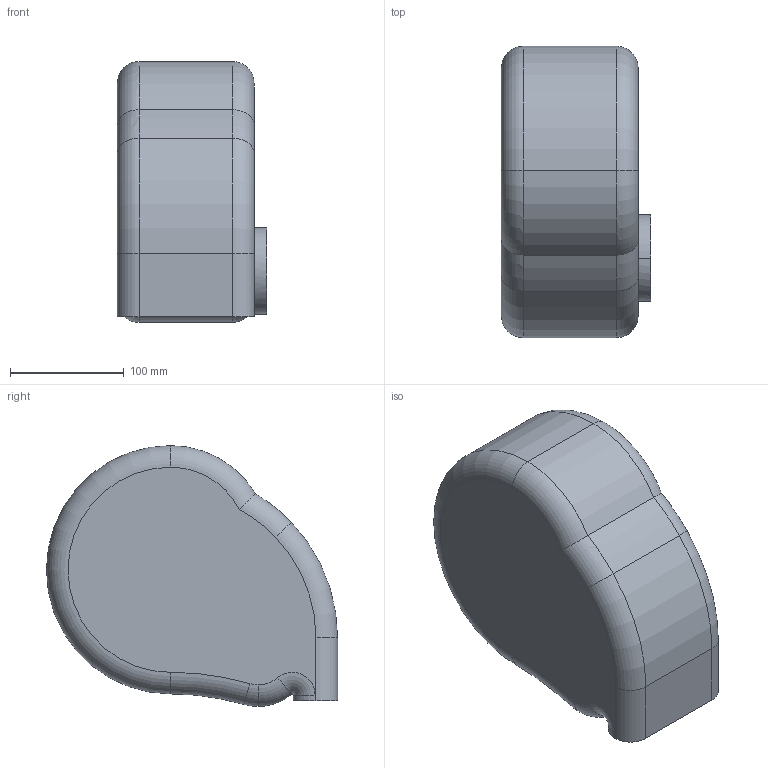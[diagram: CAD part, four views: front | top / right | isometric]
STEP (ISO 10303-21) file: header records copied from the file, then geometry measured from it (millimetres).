
FILE_DESCRIPTION (( 'STEP AP214' ), '1' );
FILE_NAME ('snail shell V2 long path.STEP', '2023-12-28T00:42:17', ( '' ), ( '' ), 'SwSTEP 2.0', 'SolidWorks 2024', '' );
FILE_SCHEMA (( 'AUTOMOTIVE_DESIGN' ));
Length unit declared in the file: millimetre
Products named in the file (1): snail shell V2 long path
Bounding box: 131 x 255.54 x 228.96 mm (x, y, z)
Volume: 3504389.1 mm3; surface area: 358258.2 mm2
Topology: 1 solids, 1 shells, 78 faces, 213 edges, 128 vertices
Faces by surface type: bspline 33, torus 20, cylinder 18, plane 7
Entity records: 14094 total; most frequent: CARTESIAN_POINT 12355, ORIENTED_EDGE 418, DIRECTION 293, EDGE_CURVE 209, AXIS2_PLACEMENT_3D 130, VERTEX_POINT 128, CIRCLE 84, EDGE_LOOP 81
